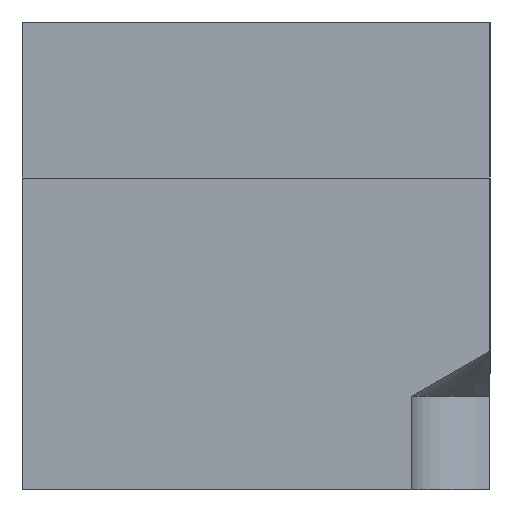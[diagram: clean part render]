
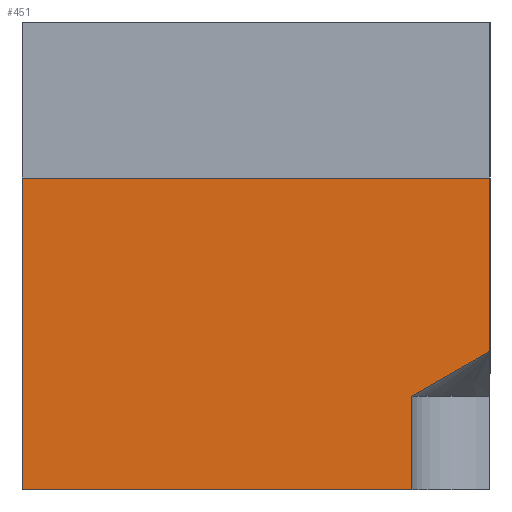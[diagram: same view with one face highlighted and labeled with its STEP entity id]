
A CAD part, left-side view. The second image highlights one B-rep face of the part: STEP entity #451.
In plain terms, the highlighted planar face has unit normal (-1, 0, 0).
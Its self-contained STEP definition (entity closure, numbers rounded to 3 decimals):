
#21=PLANE('',#498);
#40=FACE_OUTER_BOUND('',#66,.T.);
#66=EDGE_LOOP('',(#324,#325,#326,#327,#328,#329));
#99=LINE('',#657,#153);
#100=LINE('',#661,#154);
#106=LINE('',#679,#160);
#107=LINE('',#681,#161);
#108=LINE('',#683,#162);
#109=LINE('',#684,#163);
#153=VECTOR('',#532,10.);
#154=VECTOR('',#537,10.);
#160=VECTOR('',#551,10.);
#161=VECTOR('',#552,10.);
#162=VECTOR('',#553,10.);
#163=VECTOR('',#554,10.);
#208=VERTEX_POINT('',#654);
#209=VERTEX_POINT('',#656);
#210=VERTEX_POINT('',#660);
#218=VERTEX_POINT('',#678);
#219=VERTEX_POINT('',#680);
#220=VERTEX_POINT('',#682);
#250=EDGE_CURVE('',#209,#208,#99,.T.);
#252=EDGE_CURVE('',#210,#209,#100,.T.);
#261=EDGE_CURVE('',#208,#218,#106,.T.);
#262=EDGE_CURVE('',#218,#219,#107,.T.);
#263=EDGE_CURVE('',#220,#219,#108,.T.);
#264=EDGE_CURVE('',#210,#220,#109,.T.);
#324=ORIENTED_EDGE('',*,*,#250,.T.);
#325=ORIENTED_EDGE('',*,*,#261,.T.);
#326=ORIENTED_EDGE('',*,*,#262,.T.);
#327=ORIENTED_EDGE('',*,*,#263,.F.);
#328=ORIENTED_EDGE('',*,*,#264,.F.);
#329=ORIENTED_EDGE('',*,*,#252,.T.);
#451=ADVANCED_FACE('',(#40),#21,.T.);
#498=AXIS2_PLACEMENT_3D('',#677,#549,#550);
#532=DIRECTION('',(0.,0.,1.));
#537=DIRECTION('',(0.,-1.,0.));
#549=DIRECTION('center_axis',(-1.,0.,0.));
#550=DIRECTION('ref_axis',(0.,-1.,0.));
#551=DIRECTION('',(0.,-0.866,0.5));
#552=DIRECTION('',(0.,0.,1.));
#553=DIRECTION('',(0.,-1.,0.));
#554=DIRECTION('',(0.,0.,1.));
#654=CARTESIAN_POINT('',(-1.475,0.25,0.3));
#656=CARTESIAN_POINT('',(-1.475,0.25,0.));
#657=CARTESIAN_POINT('',(-1.475,0.25,0.));
#660=CARTESIAN_POINT('',(-1.475,1.5,0.));
#661=CARTESIAN_POINT('',(-1.475,1.5,0.));
#677=CARTESIAN_POINT('Origin',(-1.475,1.5,0.));
#678=CARTESIAN_POINT('',(-1.475,0.,0.444));
#679=CARTESIAN_POINT('',(-1.475,0.25,0.3));
#680=CARTESIAN_POINT('',(-1.475,0.,1.));
#681=CARTESIAN_POINT('',(-1.475,0.,0.));
#682=CARTESIAN_POINT('',(-1.475,1.5,1.));
#683=CARTESIAN_POINT('',(-1.475,1.5,1.));
#684=CARTESIAN_POINT('',(-1.475,1.5,0.));
